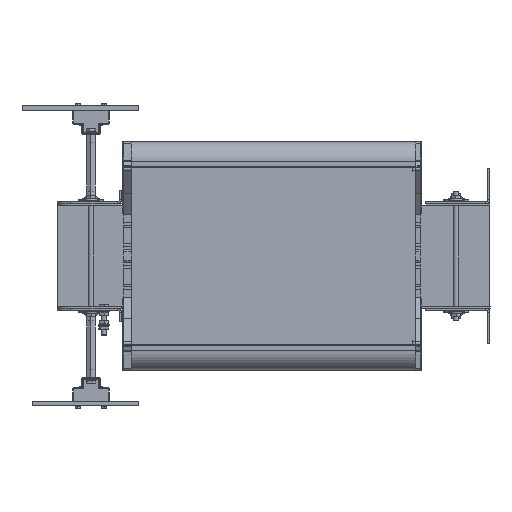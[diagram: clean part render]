
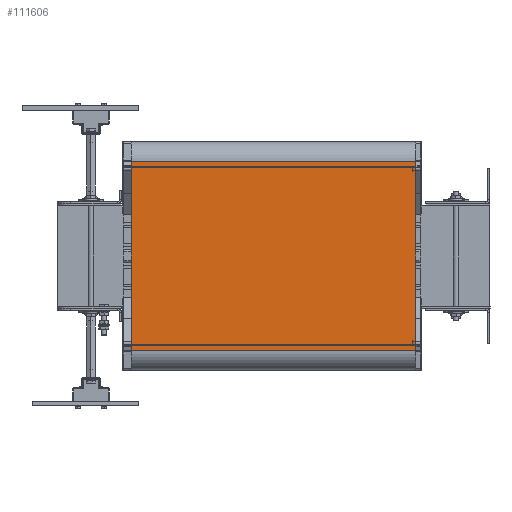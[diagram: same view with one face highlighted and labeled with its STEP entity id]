
A CAD part, left-side view. The second image highlights one B-rep face of the part: STEP entity #111606.
In plain terms, the highlighted planar face has unit normal (-1, 0, 0).
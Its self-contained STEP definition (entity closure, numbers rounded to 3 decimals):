
#16567=FACE_OUTER_BOUND('',#22598,.T.);
#22598=EDGE_LOOP('',(#94371,#94372,#94373,#94374));
#34810=LINE('',#173757,#46032);
#34814=LINE('',#173772,#46036);
#34815=LINE('',#173775,#46037);
#34816=LINE('',#173776,#46038);
#46032=VECTOR('',#142650,10.);
#46036=VECTOR('',#142664,10.);
#46037=VECTOR('',#142667,10.);
#46038=VECTOR('',#142668,10.);
#55099=VERTEX_POINT('',#173754);
#55100=VERTEX_POINT('',#173756);
#55106=VERTEX_POINT('',#173770);
#55107=VERTEX_POINT('',#173774);
#68782=EDGE_CURVE('',#55099,#55100,#34810,.T.);
#68790=EDGE_CURVE('',#55106,#55099,#34814,.T.);
#68791=EDGE_CURVE('',#55107,#55106,#34815,.T.);
#68792=EDGE_CURVE('',#55107,#55100,#34816,.T.);
#94371=ORIENTED_EDGE('',*,*,#68790,.F.);
#94372=ORIENTED_EDGE('',*,*,#68791,.F.);
#94373=ORIENTED_EDGE('',*,*,#68792,.T.);
#94374=ORIENTED_EDGE('',*,*,#68782,.F.);
#106768=PLANE('',#119237);
#111606=ADVANCED_FACE('',(#16567),#106768,.T.);
#119237=AXIS2_PLACEMENT_3D('',#173773,#142665,#142666);
#142650=DIRECTION('',(0.,0.,1.));
#142664=DIRECTION('',(0.,1.,0.));
#142665=DIRECTION('center_axis',(-1.,0.,0.));
#142666=DIRECTION('ref_axis',(0.,0.,
-1.));
#142667=DIRECTION('',(0.,0.,-1.));
#142668=DIRECTION('',(0.,1.,0.));
#173754=CARTESIAN_POINT('',(-352.5,210.5,-139.25));
#173756=CARTESIAN_POINT('',(-352.5,210.5,139.25));
#173757=CARTESIAN_POINT('',(-352.5,210.5,-139.25));
#173770=CARTESIAN_POINT('',(-352.5,-210.5,-139.25));
#173772=CARTESIAN_POINT('',(-352.5,0.,-139.25));
#173773=CARTESIAN_POINT('Origin',(-352.5,0.,139.25));
#173774=CARTESIAN_POINT('',(-352.5,-210.5,139.25));
#173775=CARTESIAN_POINT('',(-352.5,-210.5,-139.25));
#173776=CARTESIAN_POINT('',(-352.5,0.,139.25));
